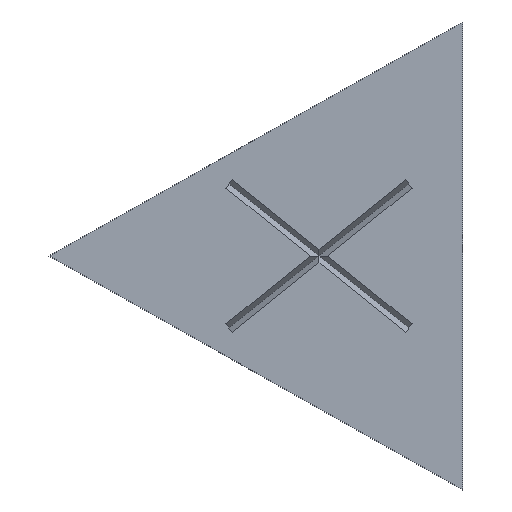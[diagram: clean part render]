
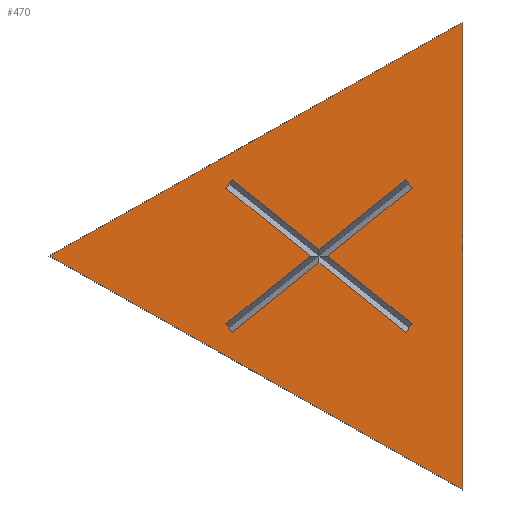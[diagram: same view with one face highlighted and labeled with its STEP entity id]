
A CAD part, left-side view. The second image highlights one B-rep face of the part: STEP entity #470.
In plain terms, the highlighted planar face has unit normal (-1, 0, 0).
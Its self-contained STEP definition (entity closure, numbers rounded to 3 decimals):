
#93=CARTESIAN_POINT('Vertex',(-4.,0.,-13.)) ;
#98=CARTESIAN_POINT('Line Origine',(-4.,11.5,-6.5)) ;
#102=CARTESIAN_POINT('Vertex',(-4.,23.,0.)) ;
#129=CARTESIAN_POINT('Line Origine',(-4.,11.5,6.5)) ;
#133=CARTESIAN_POINT('Vertex',(-4.,0.,13.)) ;
#176=CARTESIAN_POINT('Line Origine',(-4.,0.,0.)) ;
#251=CARTESIAN_POINT('Line Origine',(-4.,3.,4.)) ;
#255=CARTESIAN_POINT('Vertex',(-4.,3.18,4.225)) ;
#257=CARTESIAN_POINT('Vertex',(-4.,2.82,3.775)) ;
#287=CARTESIAN_POINT('Vertex',(-4.,12.82,-4.225)) ;
#296=CARTESIAN_POINT('Vertex',(-4.,13.18,-3.775)) ;
#299=CARTESIAN_POINT('Line Origine',(-4.,13.,-4.)) ;
#322=CARTESIAN_POINT('Line Origine',(-4.,5.59,2.298)) ;
#326=CARTESIAN_POINT('Vertex',(-4.,8.,0.37)) ;
#341=CARTESIAN_POINT('Line Origine',(-4.,10.821,-1.887)) ;
#345=CARTESIAN_POINT('Vertex',(-4.,8.462,0.)) ;
#370=CARTESIAN_POINT('Line Origine',(-4.,10.41,-2.298)) ;
#374=CARTESIAN_POINT('Vertex',(-4.,8.,-0.37)) ;
#389=CARTESIAN_POINT('Line Origine',(-4.,5.179,1.887)) ;
#393=CARTESIAN_POINT('Vertex',(-4.,7.538,0.)) ;
#408=CARTESIAN_POINT('Axis2P3D Location',(-4.,0.,0.)) ;
#418=CARTESIAN_POINT('Line Origine',(-4.,5.179,-1.887)) ;
#422=CARTESIAN_POINT('Vertex',(-4.,2.82,-3.775)) ;
#425=CARTESIAN_POINT('Line Origine',(-4.,3.,-4.)) ;
#429=CARTESIAN_POINT('Vertex',(-4.,3.18,-4.225)) ;
#432=CARTESIAN_POINT('Line Origine',(-4.,5.59,-2.298)) ;
#437=CARTESIAN_POINT('Line Origine',(-4.,10.821,1.887)) ;
#441=CARTESIAN_POINT('Vertex',(-4.,13.18,3.775)) ;
#444=CARTESIAN_POINT('Line Origine',(-4.,13.,4.)) ;
#448=CARTESIAN_POINT('Vertex',(-4.,12.82,4.225)) ;
#451=CARTESIAN_POINT('Line Origine',(-4.,10.41,2.298)) ;
#99=DIRECTION('Vector Direction',(0.,-0.871,-0.492)) ;
#130=DIRECTION('Vector Direction',(0.,0.871,-0.492)) ;
#177=DIRECTION('Vector Direction',(0.,0.,1.)) ;
#252=DIRECTION('Vector Direction',(0.,-0.625,-0.781)) ;
#300=DIRECTION('Vector Direction',(0.,-0.625,-0.781)) ;
#323=DIRECTION('Vector Direction',(0.,0.781,-0.625)) ;
#342=DIRECTION('Vector Direction',(0.,0.781,-0.625)) ;
#371=DIRECTION('Vector Direction',(0.,0.781,-0.625)) ;
#390=DIRECTION('Vector Direction',(0.,0.781,-0.625)) ;
#409=DIRECTION('Axis2P3D Direction',(1.,0.,0.)) ;
#410=DIRECTION('Axis2P3D XDirection',(0.,1.,0.)) ;
#419=DIRECTION('Vector Direction',(0.,0.781,0.625)) ;
#426=DIRECTION('Vector Direction',(0.,-0.625,0.781)) ;
#433=DIRECTION('Vector Direction',(0.,0.781,0.625)) ;
#438=DIRECTION('Vector Direction',(0.,0.781,0.625)) ;
#445=DIRECTION('Vector Direction',(0.,-0.625,0.781)) ;
#452=DIRECTION('Vector Direction',(0.,0.781,0.625)) ;
#411=AXIS2_PLACEMENT_3D('Plane Axis2P3D',#408,#409,#410) ;
#414=ORIENTED_EDGE('',*,*,#180,.F.) ;
#415=ORIENTED_EDGE('',*,*,#135,.F.) ;
#416=ORIENTED_EDGE('',*,*,#104,.F.) ;
#457=ORIENTED_EDGE('',*,*,#328,.F.) ;
#458=ORIENTED_EDGE('',*,*,#259,.T.) ;
#459=ORIENTED_EDGE('',*,*,#395,.T.) ;
#460=ORIENTED_EDGE('',*,*,#424,.F.) ;
#461=ORIENTED_EDGE('',*,*,#431,.F.) ;
#462=ORIENTED_EDGE('',*,*,#436,.T.) ;
#463=ORIENTED_EDGE('',*,*,#376,.T.) ;
#464=ORIENTED_EDGE('',*,*,#303,.F.) ;
#465=ORIENTED_EDGE('',*,*,#347,.F.) ;
#466=ORIENTED_EDGE('',*,*,#443,.T.) ;
#467=ORIENTED_EDGE('',*,*,#450,.T.) ;
#468=ORIENTED_EDGE('',*,*,#455,.F.) ;
#469=FACE_BOUND('',#456,.T.) ;
#100=VECTOR('Line Direction',#99,1.) ;
#131=VECTOR('Line Direction',#130,1.) ;
#178=VECTOR('Line Direction',#177,1.) ;
#253=VECTOR('Line Direction',#252,1.) ;
#301=VECTOR('Line Direction',#300,1.) ;
#324=VECTOR('Line Direction',#323,1.) ;
#343=VECTOR('Line Direction',#342,1.) ;
#372=VECTOR('Line Direction',#371,1.) ;
#391=VECTOR('Line Direction',#390,1.) ;
#420=VECTOR('Line Direction',#419,1.) ;
#427=VECTOR('Line Direction',#426,1.) ;
#434=VECTOR('Line Direction',#433,1.) ;
#439=VECTOR('Line Direction',#438,1.) ;
#446=VECTOR('Line Direction',#445,1.) ;
#453=VECTOR('Line Direction',#452,1.) ;
#470=ADVANCED_FACE('Corps principal',(#417,#469),#412,.F.) ;
#104=EDGE_CURVE('',#94,#103,#101,.F.) ;
#135=EDGE_CURVE('',#103,#134,#132,.F.) ;
#180=EDGE_CURVE('',#134,#94,#179,.F.) ;
#259=EDGE_CURVE('',#256,#258,#254,.T.) ;
#303=EDGE_CURVE('',#297,#288,#302,.T.) ;
#328=EDGE_CURVE('',#256,#327,#325,.T.) ;
#347=EDGE_CURVE('',#346,#297,#344,.T.) ;
#376=EDGE_CURVE('',#375,#288,#373,.T.) ;
#395=EDGE_CURVE('',#258,#394,#392,.T.) ;
#424=EDGE_CURVE('',#423,#394,#421,.T.) ;
#431=EDGE_CURVE('',#430,#423,#428,.T.) ;
#436=EDGE_CURVE('',#430,#375,#435,.T.) ;
#443=EDGE_CURVE('',#346,#442,#440,.T.) ;
#450=EDGE_CURVE('',#442,#449,#447,.T.) ;
#455=EDGE_CURVE('',#327,#449,#454,.T.) ;
#413=EDGE_LOOP('',(#414,#415,#416)) ;
#456=EDGE_LOOP('',(#457,#458,#459,#460,#461,#462,#463,#464,#465,#466,#467,#468)) ;
#417=FACE_OUTER_BOUND('',#413,.T.) ;
#101=LINE('Line',#98,#100) ;
#132=LINE('Line',#129,#131) ;
#179=LINE('Line',#176,#178) ;
#254=LINE('Line',#251,#253) ;
#302=LINE('Line',#299,#301) ;
#325=LINE('Line',#322,#324) ;
#344=LINE('Line',#341,#343) ;
#373=LINE('Line',#370,#372) ;
#392=LINE('Line',#389,#391) ;
#421=LINE('Line',#418,#420) ;
#428=LINE('Line',#425,#427) ;
#435=LINE('Line',#432,#434) ;
#440=LINE('Line',#437,#439) ;
#447=LINE('Line',#444,#446) ;
#454=LINE('Line',#451,#453) ;
#412=PLANE('Plane',#411) ;
#94=VERTEX_POINT('',#93) ;
#103=VERTEX_POINT('',#102) ;
#134=VERTEX_POINT('',#133) ;
#256=VERTEX_POINT('',#255) ;
#258=VERTEX_POINT('',#257) ;
#288=VERTEX_POINT('',#287) ;
#297=VERTEX_POINT('',#296) ;
#327=VERTEX_POINT('',#326) ;
#346=VERTEX_POINT('',#345) ;
#375=VERTEX_POINT('',#374) ;
#394=VERTEX_POINT('',#393) ;
#423=VERTEX_POINT('',#422) ;
#430=VERTEX_POINT('',#429) ;
#442=VERTEX_POINT('',#441) ;
#449=VERTEX_POINT('',#448) ;
